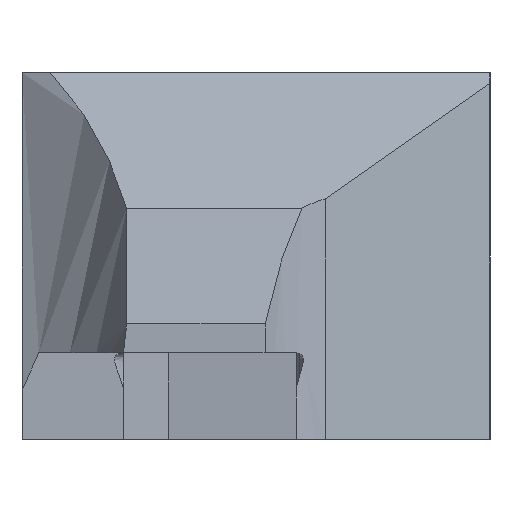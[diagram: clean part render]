
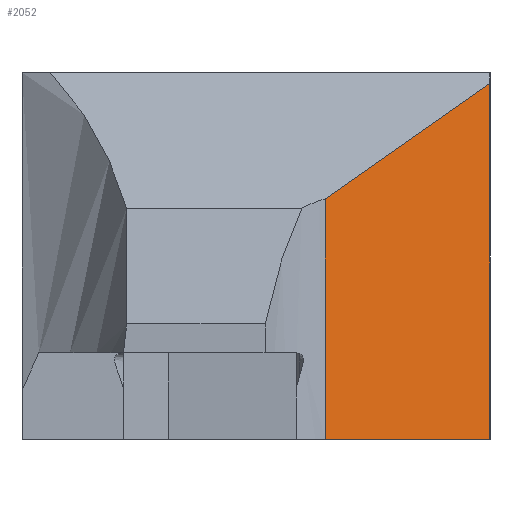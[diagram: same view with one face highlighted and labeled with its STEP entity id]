
A CAD part, left-side view. The second image highlights one B-rep face of the part: STEP entity #2052.
In plain terms, the highlighted planar face has unit normal (-0.819, -0.574, 0).
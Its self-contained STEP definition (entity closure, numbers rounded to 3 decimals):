
#193 = VECTOR ( 'NONE', #1036, 1000. ) ;
#277 = LINE ( 'NONE', #443, #1435 ) ;
#341 = ORIENTED_EDGE ( 'NONE', *, *, #1571, .F. ) ;
#349 = FACE_OUTER_BOUND ( 'NONE', #1787, .T. ) ;
#350 = DIRECTION ( 'NONE',  ( 0., 0., -1. ) ) ;
#382 = LINE ( 'NONE', #584, #2146 ) ;
#443 = CARTESIAN_POINT ( 'NONE',  ( 2.482, 4.154, -15.99 ) ) ;
#528 = DIRECTION ( 'NONE',  ( 0., 0., -1. ) ) ;
#584 = CARTESIAN_POINT ( 'NONE',  ( 5.391, 0., -12.7 ) ) ;
#614 = CARTESIAN_POINT ( 'NONE',  ( 1.4, 5.7, -25.4 ) ) ;
#650 = ORIENTED_EDGE ( 'NONE', *, *, #1575, .T. ) ;
#651 = CARTESIAN_POINT ( 'NONE',  ( 5.391, 0., -25.4 ) ) ;
#688 = VERTEX_POINT ( 'NONE', #1142 ) ;
#807 = LINE ( 'NONE', #1009, #193 ) ;
#812 = LINE ( 'NONE', #922, #1496 ) ;
#840 = DIRECTION ( 'NONE',  ( -0.574, 0.819, 0. ) ) ;
#922 = CARTESIAN_POINT ( 'NONE',  ( 1.4, 5.7, -12.7 ) ) ;
#939 = PLANE ( 'NONE',  #1802 ) ;
#1009 = CARTESIAN_POINT ( 'NONE',  ( 1.4, 5.7, -25.4 ) ) ;
#1036 = DIRECTION ( 'NONE',  ( -0.574, 0.819, 0. ) ) ;
#1142 = CARTESIAN_POINT ( 'NONE',  ( 5.391, 0., -13.081 ) ) ;
#1290 = DIRECTION ( 'NONE',  ( 0.498, -0.711, 0.498 ) ) ;
#1413 = VERTEX_POINT ( 'NONE', #614 ) ;
#1435 = VECTOR ( 'NONE', #1290, 1000. ) ;
#1496 = VECTOR ( 'NONE', #528, 1000. ) ;
#1509 = DIRECTION ( 'NONE',  ( 0.819, 0.574, 0. ) ) ;
#1571 = EDGE_CURVE ( 'NONE', #2184, #1413, #807, .T. ) ;
#1575 = EDGE_CURVE ( 'NONE', #1594, #1413, #812, .T. ) ;
#1594 = VERTEX_POINT ( 'NONE', #2249 ) ;
#1706 = EDGE_CURVE ( 'NONE', #688, #2184, #382, .T. ) ;
#1787 = EDGE_LOOP ( 'NONE', ( #650, #341, #1909, #2244 ) ) ;
#1802 = AXIS2_PLACEMENT_3D ( 'NONE', #2100, #1509, #840 ) ;
#1909 = ORIENTED_EDGE ( 'NONE', *, *, #1706, .F. ) ;
#2052 = ADVANCED_FACE ( 'NONE', ( #349 ), #939, .F. ) ;
#2100 = CARTESIAN_POINT ( 'NONE',  ( 1.4, 5.7, -12.7 ) ) ;
#2146 = VECTOR ( 'NONE', #350, 1000. ) ;
#2157 = EDGE_CURVE ( 'NONE', #1594, #688, #277, .T. ) ;
#2184 = VERTEX_POINT ( 'NONE', #651 ) ;
#2244 = ORIENTED_EDGE ( 'NONE', *, *, #2157, .F. ) ;
#2249 = CARTESIAN_POINT ( 'NONE',  ( 1.4, 5.7, -17.072 ) ) ;
